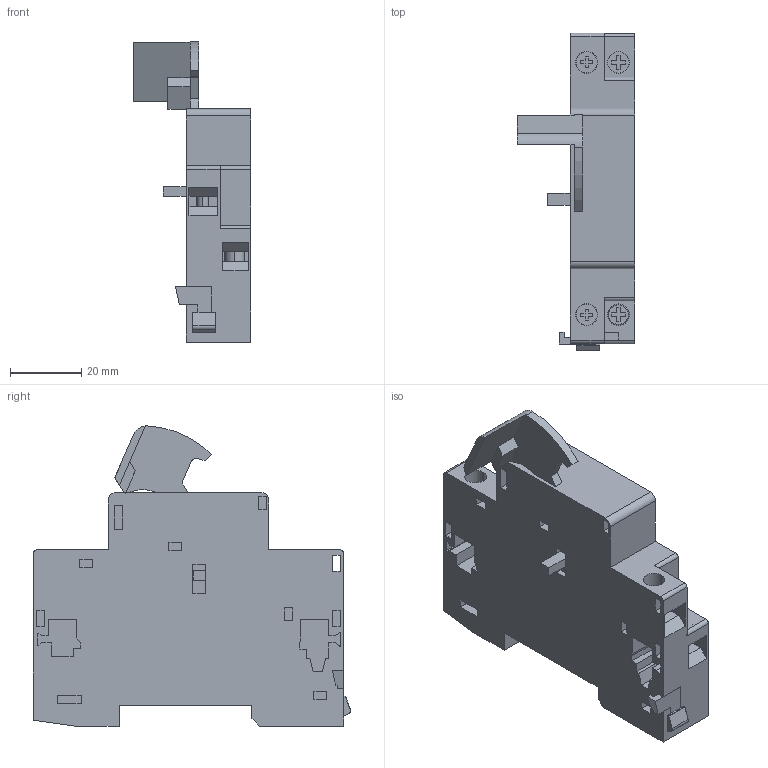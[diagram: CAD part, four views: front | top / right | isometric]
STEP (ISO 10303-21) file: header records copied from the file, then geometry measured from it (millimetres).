
FILE_DESCRIPTION((''),'2;1');
FILE_NAME('SB108705_3D_COLOUR','2013-09-04T',('SESA231906'),('Schneider-Electric'),'PRO/ENGINEER BY PARAMETRIC TECHNOLOGY CORPORATION, 2011410','PRO/ENGINEER BY PARAMETRIC TECHNOLOGY CORPORATION, 2011410','');
FILE_SCHEMA(('CONFIG_CONTROL_DESIGN'));
Length unit declared in the file: millimetre
Products named in the file (1): SB108705_3D_COLOUR
Bounding box: 32.9 x 88.94 x 84.14 mm (x, y, z)
Volume: 78651 mm3; surface area: 22886.6 mm2
Topology: 1 solids, 1 shells, 312 faces, 834 edges, 557 vertices
Faces by surface type: plane 240, cylinder 56, torus 8, cone 6, sphere 2
Entity records: 9742 total; most frequent: CARTESIAN_POINT 1712, ORIENTED_EDGE 1668, DIRECTION 1611, EDGE_CURVE 834, VECTOR 673, LINE 673, VERTEX_POINT 557, AXIS2_PLACEMENT_3D 469
